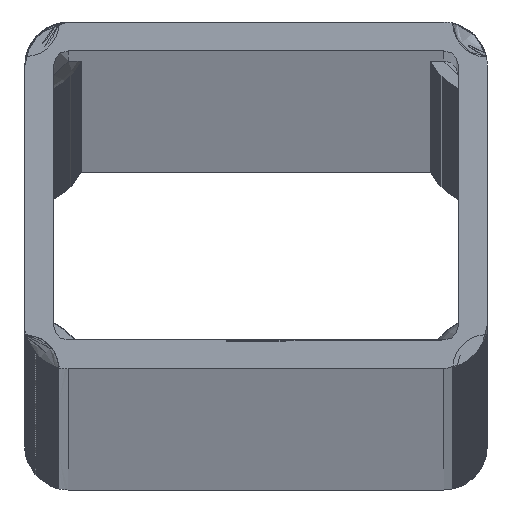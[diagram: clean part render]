
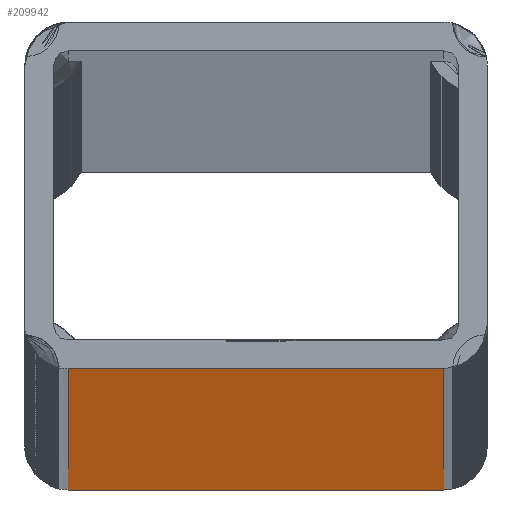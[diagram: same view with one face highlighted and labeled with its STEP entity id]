
A CAD part, top view. The second image highlights one B-rep face of the part: STEP entity #209942.
In plain terms, the highlighted planar face has unit normal (0, -1, 0).
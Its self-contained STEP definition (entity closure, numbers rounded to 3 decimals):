
#5116 = CARTESIAN_POINT ( 'NONE',  ( -20., -15., 0. ) ) ;
#5304 = LINE ( 'NONE', #17665, #220987 ) ;
#5986 = DIRECTION ( 'NONE',  ( 1., 0., 0. ) ) ;
#7769 = DIRECTION ( 'NONE',  ( 0., 0., -1. ) ) ;
#16516 = EDGE_CURVE ( 'NONE', #214766, #64103, #253294, .T. ) ;
#17665 = CARTESIAN_POINT ( 'NONE',  ( 16.25, -15., -6000. ) ) ;
#24635 = ORIENTED_EDGE ( 'NONE', *, *, #83519, .T. ) ;
#24876 = DIRECTION ( 'NONE',  ( 0., 0., -1. ) ) ;
#33160 = CARTESIAN_POINT ( 'NONE',  ( 16.25, -15., -6000. ) ) ;
#58766 = CARTESIAN_POINT ( 'NONE',  ( 16.25, -15., 0. ) ) ;
#60635 = CARTESIAN_POINT ( 'NONE',  ( -16.25, -15., -6000. ) ) ;
#64103 = VERTEX_POINT ( 'NONE', #60635 ) ;
#75136 = VECTOR ( 'NONE', #117061, 1000. ) ;
#83519 = EDGE_CURVE ( 'NONE', #64103, #147330, #193962, .T. ) ;
#86167 = FACE_OUTER_BOUND ( 'NONE', #186324, .T. ) ;
#117061 = DIRECTION ( 'NONE',  ( 1., 0., 0. ) ) ;
#126093 = LINE ( 'NONE', #5116, #166757 ) ;
#126097 = VERTEX_POINT ( 'NONE', #58766 ) ;
#132833 = CARTESIAN_POINT ( 'NONE',  ( -20., -15., -6000. ) ) ;
#137933 = ORIENTED_EDGE ( 'NONE', *, *, #246583, .F. ) ;
#143627 = CARTESIAN_POINT ( 'NONE',  ( -16.25, -15., 0. ) ) ;
#144570 = DIRECTION ( 'NONE',  ( 0., -1., 0. ) ) ;
#147330 = VERTEX_POINT ( 'NONE', #33160 ) ;
#164105 = ORIENTED_EDGE ( 'NONE', *, *, #16516, .T. ) ;
#166399 = PLANE ( 'NONE',  #205930 ) ;
#166442 = ORIENTED_EDGE ( 'NONE', *, *, #255674, .T. ) ;
#166757 = VECTOR ( 'NONE', #5986, 1000. ) ;
#186324 = EDGE_LOOP ( 'NONE', ( #137933, #164105, #24635, #166442 ) ) ;
#186479 = CARTESIAN_POINT ( 'NONE',  ( -20., -15., -6000. ) ) ;
#193962 = LINE ( 'NONE', #132833, #75136 ) ;
#205930 = AXIS2_PLACEMENT_3D ( 'NONE', #186479, #144570, #24876 ) ;
#209942 = ADVANCED_FACE ( 'NONE', ( #86167 ), #166399, .T. ) ;
#214766 = VERTEX_POINT ( 'NONE', #143627 ) ;
#215801 = VECTOR ( 'NONE', #7769, 1000. ) ;
#220987 = VECTOR ( 'NONE', #253565, 1000. ) ;
#246583 = EDGE_CURVE ( 'NONE', #214766, #126097, #126093, .T. ) ;
#248882 = CARTESIAN_POINT ( 'NONE',  ( -16.25, -15., -6000. ) ) ;
#253294 = LINE ( 'NONE', #248882, #215801 ) ;
#253565 = DIRECTION ( 'NONE',  ( 0., 0., 1. ) ) ;
#255674 = EDGE_CURVE ( 'NONE', #147330, #126097, #5304, .T. ) ;
